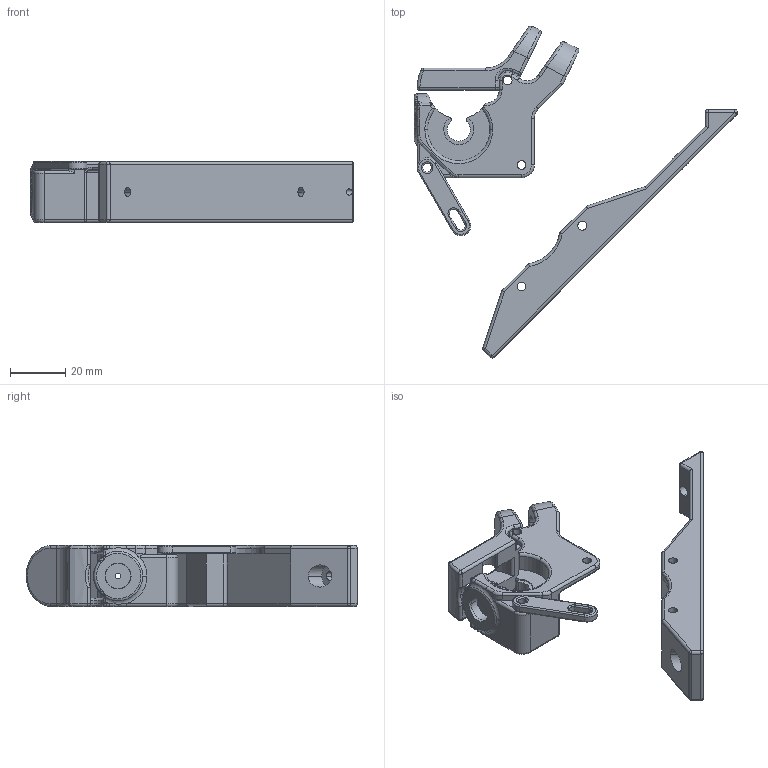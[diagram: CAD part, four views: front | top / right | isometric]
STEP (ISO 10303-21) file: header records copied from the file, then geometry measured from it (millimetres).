
FILE_DESCRIPTION (( 'STEP AP203' ), '1' );
FILE_NAME ('extruder_hobbed.step', '2016-03-08T04:32:34', ( '' ), ( '' ), 'SwSTEP 2.0', 'SolidWorks 2015', '' );
FILE_SCHEMA (( 'CONFIG_CONTROL_DESIGN' ));
Length unit declared in the file: millimetre
Products named in the file (1): extruder_hobbed
Bounding box: 116.56 x 119.72 x 22 mm (x, y, z)
Volume: 42730.3 mm3; surface area: 20846.8 mm2
Topology: 4 solids, 4 shells, 408 faces, 999 edges, 582 vertices
Faces by surface type: cylinder 195, plane 76, torus 66, bspline 36, sphere 22, cone 13
Entity records: 13959 total; most frequent: CARTESIAN_POINT 4536, DIRECTION 2021, ORIENTED_EDGE 1952, EDGE_CURVE 976, AXIS2_PLACEMENT_3D 827, VERTEX_POINT 578, CIRCLE 454, EDGE_LOOP 440
